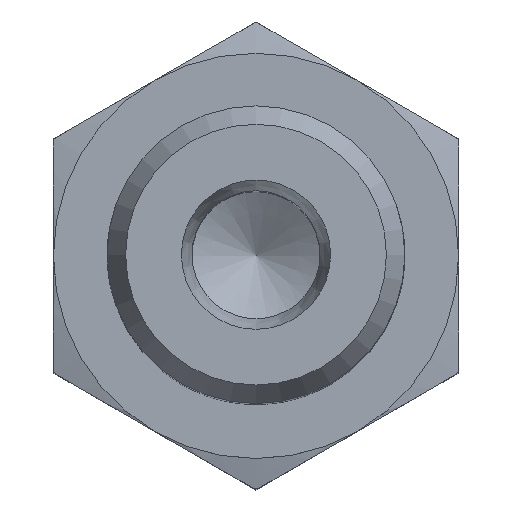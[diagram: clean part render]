
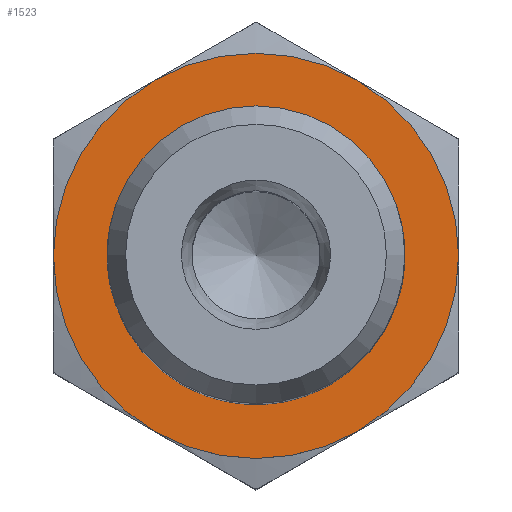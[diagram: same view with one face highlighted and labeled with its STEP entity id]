
A CAD part, top view. The second image highlights one B-rep face of the part: STEP entity #1523.
In plain terms, the highlighted planar face has unit normal (0, 0, 1).
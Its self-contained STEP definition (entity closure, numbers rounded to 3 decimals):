
#141=CARTESIAN_POINT('',(6.98,0.,5.0));
#142=VERTEX_POINT('',#141);
#143=CARTESIAN_POINT('',(0.0,0.0,5.));
#144=DIRECTION('',(0.0,0.0,1.0));
#145=DIRECTION('',(-1.0,0.0,0.0));
#146=AXIS2_PLACEMENT_3D('',#143,#144,#145);
#147=CIRCLE('',#146,6.98);
#148=EDGE_CURVE('',#142,#142,#147,.T.);
#1450=CARTESIAN_POINT('',(-9.5,0.,5.));
#1451=VERTEX_POINT('',#1450);
#1452=CARTESIAN_POINT('',(0.,0.,5.));
#1453=DIRECTION('',(0.0,0.0,1.0));
#1454=DIRECTION('',(-1.0,0.0,0.0));
#1455=AXIS2_PLACEMENT_3D('',#1452,#1453,#1454);
#1456=CIRCLE('',#1455,9.5);
#1457=EDGE_CURVE('',#1451,#1451,#1456,.T.);
#1512=CARTESIAN_POINT('',(0.,0.,5.));
#1513=DIRECTION('',(0.0,0.0,1.0));
#1514=DIRECTION('',(1.0,0.0,0.0));
#1515=AXIS2_PLACEMENT_3D('',#1512,#1513,#1514);
#1516=PLANE('',#1515);
#1517=ORIENTED_EDGE('',*,*,#1457,.T.);
#1518=EDGE_LOOP('',(#1517));
#1519=FACE_OUTER_BOUND('',#1518,.T.);
#1520=ORIENTED_EDGE('',*,*,#148,.F.);
#1521=EDGE_LOOP('',(#1520));
#1522=FACE_BOUND('',#1521,.T.);
#1523=ADVANCED_FACE('',(#1519,#1522),#1516,.T.);
